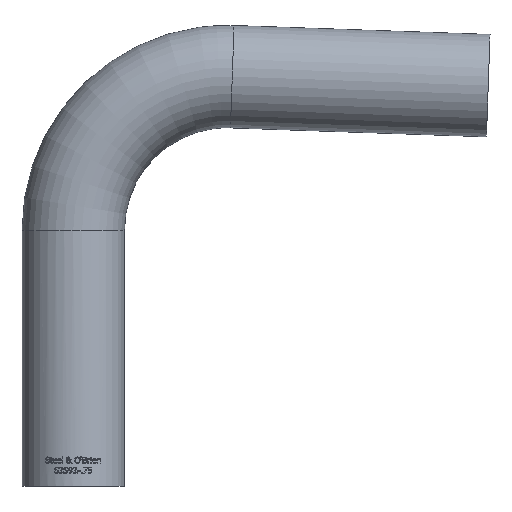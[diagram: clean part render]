
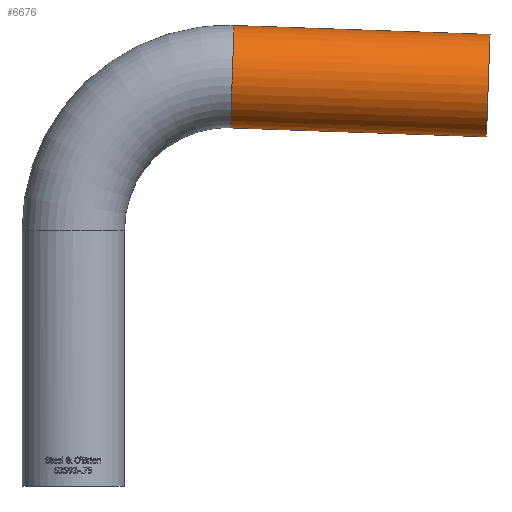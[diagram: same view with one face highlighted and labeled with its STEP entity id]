
A CAD part, top view. The second image highlights one B-rep face of the part: STEP entity #6676.
In plain terms, the highlighted cylindrical face has radius 9.525 mm (diameter 19.05 mm), a full revolution.
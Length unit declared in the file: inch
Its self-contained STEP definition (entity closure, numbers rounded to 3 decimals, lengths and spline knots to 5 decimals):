
#69=FACE_BOUND('',#1173,.T.);
#768=FACE_OUTER_BOUND('',#1172,.T.);
#1172=EDGE_LOOP('',(#6243));
#1173=EDGE_LOOP('',(#6244));
#1306=CIRCLE('',#6986,0.375);
#1307=CIRCLE('',#6987,0.375);
#3264=VERTEX_POINT('',#15224);
#3265=VERTEX_POINT('',#15226);
#4259=EDGE_CURVE('',#3264,#3264,#1306,.T.);
#4260=EDGE_CURVE('',#3265,#3265,#1307,.T.);
#6243=ORIENTED_EDGE('',*,*,#4259,.F.);
#6244=ORIENTED_EDGE('',*,*,#4260,.F.);
#6286=CYLINDRICAL_SURFACE('',#6985,0.375);
#6676=ADVANCED_FACE('',(#768,#69),#6286,.T.);
#6985=AXIS2_PLACEMENT_3D('',#15223,#8038,#8039);
#6986=AXIS2_PLACEMENT_3D('',#15225,#8040,#8041);
#6987=AXIS2_PLACEMENT_3D('',#15227,#8042,#8043);
#8038=DIRECTION('center_axis',(0.999,-0.035,0.));
#8039=DIRECTION('ref_axis',(0.,0.,1.));
#8040=DIRECTION('center_axis',(0.999,-0.035,0.));
#8041=DIRECTION('ref_axis',(0.,0.,1.));
#8042=DIRECTION('center_axis',(-0.999,0.035,0.));
#8043=DIRECTION('ref_axis',(-0.035,-0.999,0.));
#15223=CARTESIAN_POINT('Origin',(0.03926,1.12431,0.));
#15224=CARTESIAN_POINT('',(1.91312,1.05888,-0.375));
#15225=CARTESIAN_POINT('Origin',(1.91312,1.05888,0.));
#15226=CARTESIAN_POINT('',(0.03926,1.12431,-0.375));
#15227=CARTESIAN_POINT('Origin',(0.03926,1.12431,0.));
